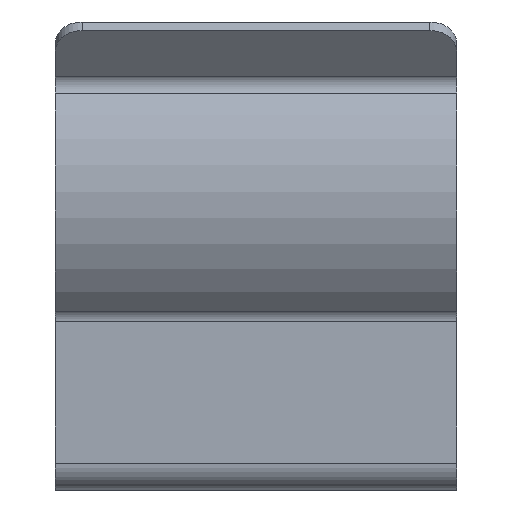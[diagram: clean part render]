
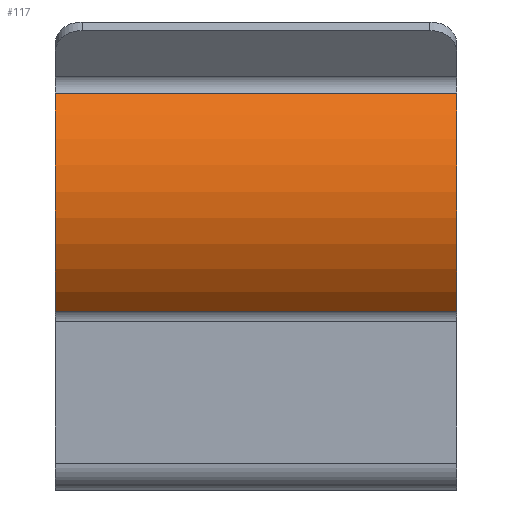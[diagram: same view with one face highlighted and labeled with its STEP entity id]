
A CAD part, left-side view. The second image highlights one B-rep face of the part: STEP entity #117.
In plain terms, the highlighted cylindrical face has radius 12 mm (diameter 24 mm), a partial arc.
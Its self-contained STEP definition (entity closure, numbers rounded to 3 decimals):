
#51=CYLINDRICAL_SURFACE('',#718,12.);
#76=CIRCLE('',#716,12.);
#77=CIRCLE('',#717,12.);
#117=ADVANCED_FACE('',(#165),#51,.T.);
#165=FACE_OUTER_BOUND('',#199,.T.);
#199=EDGE_LOOP('',(#255,#256,#257,#258));
#255=ORIENTED_EDGE('',*,*,#512,.T.);
#256=ORIENTED_EDGE('',*,*,#513,.F.);
#257=ORIENTED_EDGE('',*,*,#514,.F.);
#258=ORIENTED_EDGE('',*,*,#510,.T.);
#439=VERTEX_POINT('',#1029);
#440=VERTEX_POINT('',#1031);
#441=VERTEX_POINT('',#1035);
#442=VERTEX_POINT('',#1037);
#510=EDGE_CURVE('',#440,#439,#602,.T.);
#512=EDGE_CURVE('',#439,#441,#76,.T.);
#513=EDGE_CURVE('',#442,#441,#603,.T.);
#514=EDGE_CURVE('',#440,#442,#77,.T.);
#602=LINE('',#1030,#658);
#603=LINE('',#1036,#659);
#658=VECTOR('',#816,1.);
#659=VECTOR('',#823,1.);
#716=AXIS2_PLACEMENT_3D('',#1034,#821,#822);
#717=AXIS2_PLACEMENT_3D('',#1038,#824,#825);
#718=AXIS2_PLACEMENT_3D('',#1039,#826,#827);
#816=DIRECTION('',(0.,-1.,0.));
#821=DIRECTION('',(0.,1.,0.));
#822=DIRECTION('',(1.,0.,0.));
#823=DIRECTION('',(0.,-1.,0.));
#824=DIRECTION('',(0.,1.,0.));
#825=DIRECTION('',(1.,0.,0.));
#826=DIRECTION('',(0.,-1.,0.));
#827=DIRECTION('',(0.,0.,-1.));
#1029=CARTESIAN_POINT('',(-8.308,0.,13.341));
#1030=CARTESIAN_POINT('',(-8.308,30.,13.341));
#1031=CARTESIAN_POINT('',(-8.308,30.,13.341));
#1034=CARTESIAN_POINT('',(0.,0.,22.));
#1035=CARTESIAN_POINT('',(-9.231,0.,29.668));
#1036=CARTESIAN_POINT('',(-9.231,30.,29.668));
#1037=CARTESIAN_POINT('',(-9.231,30.,29.668));
#1038=CARTESIAN_POINT('',(0.,30.,22.));
#1039=CARTESIAN_POINT('',(0.,30.,22.));
